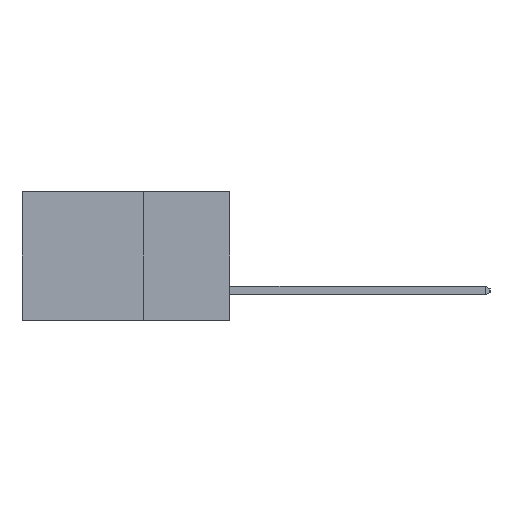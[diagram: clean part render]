
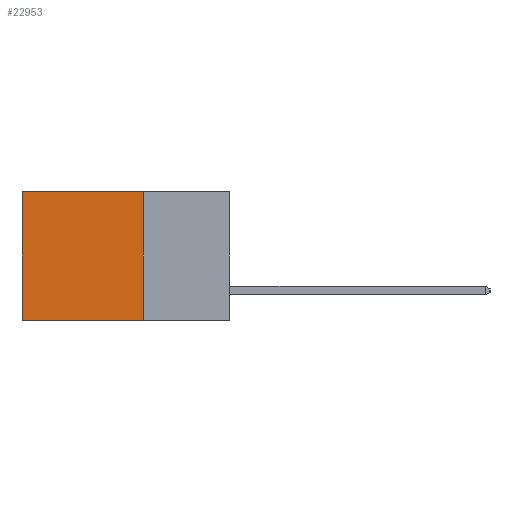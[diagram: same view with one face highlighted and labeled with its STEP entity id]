
A CAD part, left-side view. The second image highlights one B-rep face of the part: STEP entity #22953.
In plain terms, the highlighted planar face has unit normal (-1, 0, 0).
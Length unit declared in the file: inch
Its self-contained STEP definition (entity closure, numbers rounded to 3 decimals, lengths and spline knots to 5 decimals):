
#48 = ORIENTED_EDGE ( 'NONE', *, *, #3245, .T. ) ;
#664 = EDGE_LOOP ( 'NONE', ( #48, #26258, #9267, #3035 ) ) ;
#899 = DIRECTION ( 'NONE',  ( 0., 0., -1. ) ) ;
#1033 = DIRECTION ( 'NONE',  ( 0., 0., -1. ) ) ;
#3035 = ORIENTED_EDGE ( 'NONE', *, *, #6917, .T. ) ;
#3160 = VERTEX_POINT ( 'NONE', #8127 ) ;
#3245 = EDGE_CURVE ( 'NONE', #31506, #3160, #12276, .T. ) ;
#4134 = CARTESIAN_POINT ( 'NONE',  ( 0.298, 0.25, 0. ) ) ;
#4241 = DIRECTION ( 'NONE',  ( 0., 1., 0. ) ) ;
#5304 = LINE ( 'NONE', #21420, #11159 ) ;
#6917 = EDGE_CURVE ( 'NONE', #16039, #31506, #23589, .T. ) ;
#7106 = CARTESIAN_POINT ( 'NONE',  ( 0.298, 0.25, 0. ) ) ;
#8127 = CARTESIAN_POINT ( 'NONE',  ( 0.298, 0.6, -0.37 ) ) ;
#9267 = ORIENTED_EDGE ( 'NONE', *, *, #13952, .F. ) ;
#10190 = CARTESIAN_POINT ( 'NONE',  ( 0.298, 0.6, 0. ) ) ;
#11159 = VECTOR ( 'NONE', #4241, 39.37008 ) ;
#11733 = FACE_OUTER_BOUND ( 'NONE', #664, .T. ) ;
#12276 = LINE ( 'NONE', #27060, #30021 ) ;
#12860 = VERTEX_POINT ( 'NONE', #23885 ) ;
#13470 = CARTESIAN_POINT ( 'NONE',  ( 0.298, 0.25, 0. ) ) ;
#13952 = EDGE_CURVE ( 'NONE', #16039, #12860, #27704, .T. ) ;
#15863 = DIRECTION ( 'NONE',  ( 1., 0., 0. ) ) ;
#16039 = VERTEX_POINT ( 'NONE', #7106 ) ;
#16328 = VECTOR ( 'NONE', #26302, 39.37008 ) ;
#21420 = CARTESIAN_POINT ( 'NONE',  ( 0.298, 0.25, -0.37 ) ) ;
#22511 = EDGE_CURVE ( 'NONE', #12860, #3160, #5304, .T. ) ;
#22953 = ADVANCED_FACE ( 'NONE', ( #11733 ), #30315, .F. ) ;
#22965 = CARTESIAN_POINT ( 'NONE',  ( 0.298, 0.25, 0. ) ) ;
#23589 = LINE ( 'NONE', #4134, #16328 ) ;
#23885 = CARTESIAN_POINT ( 'NONE',  ( 0.298, 0.25, -0.37 ) ) ;
#26258 = ORIENTED_EDGE ( 'NONE', *, *, #22511, .F. ) ;
#26302 = DIRECTION ( 'NONE',  ( 0., 1., 0. ) ) ;
#26967 = VECTOR ( 'NONE', #899, 39.37008 ) ;
#26981 = DIRECTION ( 'NONE',  ( 0., 0., -1. ) ) ;
#27060 = CARTESIAN_POINT ( 'NONE',  ( 0.298, 0.6, 0. ) ) ;
#27704 = LINE ( 'NONE', #22965, #26967 ) ;
#30021 = VECTOR ( 'NONE', #26981, 39.37008 ) ;
#30193 = AXIS2_PLACEMENT_3D ( 'NONE', #13470, #15863, #1033 ) ;
#30315 = PLANE ( 'NONE',  #30193 ) ;
#31506 = VERTEX_POINT ( 'NONE', #10190 ) ;
